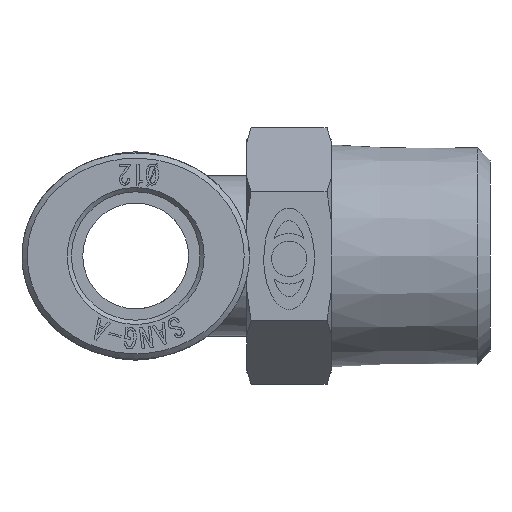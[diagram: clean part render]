
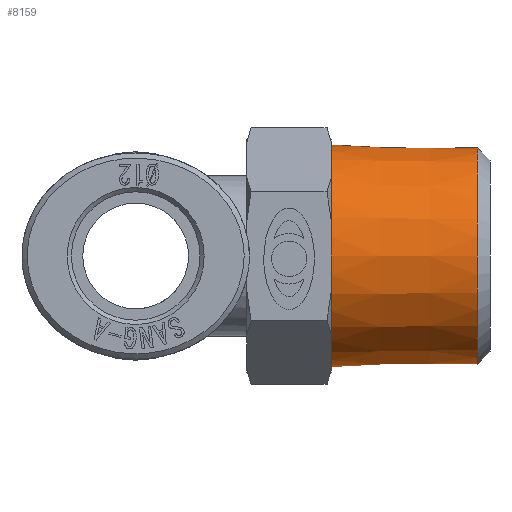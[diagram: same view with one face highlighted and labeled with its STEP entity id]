
A CAD part, left-side view. The second image highlights one B-rep face of the part: STEP entity #8159.
In plain terms, the highlighted conical face has half-angle 1.06 degrees and reference radius 10.361 mm.
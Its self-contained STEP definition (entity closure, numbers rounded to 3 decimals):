
#6275=CARTESIAN_POINT('',(10.5,-8.,0.));
#6276=VERTEX_POINT('',#6275);
#7917=CARTESIAN_POINT('',(-10.5,-8.,0.0));
#7918=VERTEX_POINT('',#7917);
#8067=CARTESIAN_POINT('',(-10.245,-21.8,0.));
#8068=VERTEX_POINT('',#8067);
#8069=CARTESIAN_POINT('',(0.0,-21.8,0.));
#8070=DIRECTION('',(0.0,-1.0,0.0));
#8071=DIRECTION('',(1.0,0.0,0.0));
#8072=AXIS2_PLACEMENT_3D('',#8069,#8070,#8071);
#8073=CIRCLE('',#8072,10.245);
#8074=EDGE_CURVE('',#8068,#8068,#8073,.T.);
#8099=CARTESIAN_POINT('',(0.0,-15.5,0.0));
#8100=DIRECTION('',(0.0,1.0,0.0));
#8101=DIRECTION('',(-1.0,0.0,0.0));
#8102=AXIS2_PLACEMENT_3D('',#8099,#8100,#8101);
#8103=CONICAL_SURFACE('',#8102,10.361,1.06);
#8104=CARTESIAN_POINT('',(-5.25,-8.0,9.093));
#8105=VERTEX_POINT('',#8104);
#8106=CARTESIAN_POINT('',(0.0,-8.,0.0));
#8107=DIRECTION('',(0.0,1.0,0.0));
#8108=DIRECTION('',(-1.0,0.0,0.0));
#8109=AXIS2_PLACEMENT_3D('',#8106,#8107,#8108);
#8110=CIRCLE('',#8109,10.5);
#8111=EDGE_CURVE('',#7918,#8105,#8110,.T.);
#8112=ORIENTED_EDGE('',*,*,#8111,.F.);
#8113=CARTESIAN_POINT('',(-5.25,-8.,-9.093));
#8114=VERTEX_POINT('',#8113);
#8115=CARTESIAN_POINT('',(0.0,-8.,0.0));
#8116=DIRECTION('',(0.0,1.0,0.0));
#8117=DIRECTION('',(-1.0,0.0,0.0));
#8118=AXIS2_PLACEMENT_3D('',#8115,#8116,#8117);
#8119=CIRCLE('',#8118,10.5);
#8120=EDGE_CURVE('',#8114,#7918,#8119,.T.);
#8121=ORIENTED_EDGE('',*,*,#8120,.F.);
#8122=CARTESIAN_POINT('',(5.25,-8.0,-9.093));
#8123=VERTEX_POINT('',#8122);
#8124=CARTESIAN_POINT('',(0.0,-8.,0.0));
#8125=DIRECTION('',(0.0,1.0,0.0));
#8126=DIRECTION('',(-1.0,0.0,0.0));
#8127=AXIS2_PLACEMENT_3D('',#8124,#8125,#8126);
#8128=CIRCLE('',#8127,10.5);
#8129=EDGE_CURVE('',#8123,#8114,#8128,.T.);
#8130=ORIENTED_EDGE('',*,*,#8129,.F.);
#8131=CARTESIAN_POINT('',(0.0,-8.,0.0));
#8132=DIRECTION('',(0.0,1.0,0.0));
#8133=DIRECTION('',(-1.0,0.0,0.0));
#8134=AXIS2_PLACEMENT_3D('',#8131,#8132,#8133);
#8135=CIRCLE('',#8134,10.5);
#8136=EDGE_CURVE('',#6276,#8123,#8135,.T.);
#8137=ORIENTED_EDGE('',*,*,#8136,.F.);
#8138=CARTESIAN_POINT('',(5.25,-8.,9.093));
#8139=VERTEX_POINT('',#8138);
#8140=CARTESIAN_POINT('',(0.0,-8.,0.0));
#8141=DIRECTION('',(0.0,1.0,0.0));
#8142=DIRECTION('',(-1.0,0.0,0.0));
#8143=AXIS2_PLACEMENT_3D('',#8140,#8141,#8142);
#8144=CIRCLE('',#8143,10.5);
#8145=EDGE_CURVE('',#8139,#6276,#8144,.T.);
#8146=ORIENTED_EDGE('',*,*,#8145,.F.);
#8147=CARTESIAN_POINT('',(0.0,-8.,0.0));
#8148=DIRECTION('',(0.0,1.0,0.0));
#8149=DIRECTION('',(-1.0,0.0,0.0));
#8150=AXIS2_PLACEMENT_3D('',#8147,#8148,#8149);
#8151=CIRCLE('',#8150,10.5);
#8152=EDGE_CURVE('',#8105,#8139,#8151,.T.);
#8153=ORIENTED_EDGE('',*,*,#8152,.F.);
#8154=EDGE_LOOP('',(#8112,#8121,#8130,#8137,#8146,#8153));
#8155=FACE_OUTER_BOUND('',#8154,.T.);
#8156=ORIENTED_EDGE('',*,*,#8074,.F.);
#8157=EDGE_LOOP('',(#8156));
#8158=FACE_BOUND('',#8157,.T.);
#8159=ADVANCED_FACE('',(#8155,#8158),#8103,.T.);
